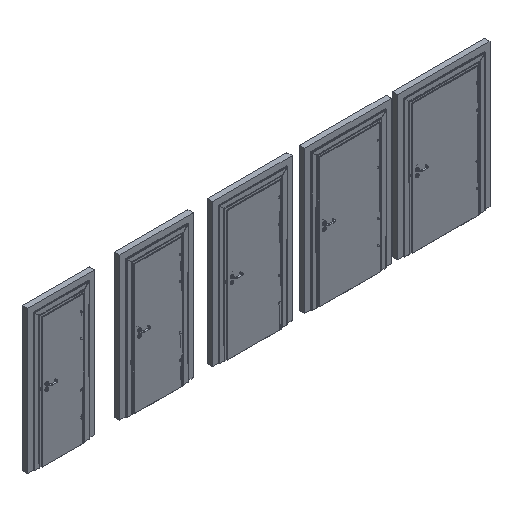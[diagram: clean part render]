
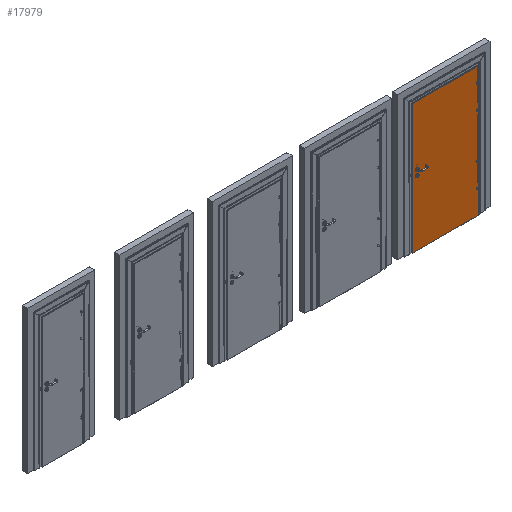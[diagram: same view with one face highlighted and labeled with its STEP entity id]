
A CAD part, isometric view. The second image highlights one B-rep face of the part: STEP entity #17979.
In plain terms, the highlighted planar face has unit normal (0, -1, 0).
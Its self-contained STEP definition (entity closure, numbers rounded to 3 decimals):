
#4720=CIRCLE('',#108368,27.);
#4725=CIRCLE('',#108378,27.);
#8092=FACE_BOUND('',#34712,.T.);
#8093=FACE_BOUND('',#34713,.T.);
#8094=FACE_BOUND('',#34714,.T.);
#17979=ADVANCED_FACE('',(#8092,#8093,#8094),#22286,.T.);
#22286=PLANE('',#108397);
#34712=EDGE_LOOP('',(#57475,#57476,#57477,#57478));
#34713=EDGE_LOOP('',(#57479));
#34714=EDGE_LOOP('',(#57480));
#57475=ORIENTED_EDGE('',*,*,#81313,.F.);
#57476=ORIENTED_EDGE('',*,*,#81228,.F.);
#57477=ORIENTED_EDGE('',*,*,#81314,.T.);
#57478=ORIENTED_EDGE('',*,*,#81311,.F.);
#57479=ORIENTED_EDGE('',*,*,#81296,.F.);
#57480=ORIENTED_EDGE('',*,*,#81291,.T.);
#69044=VERTEX_POINT('',#178289);
#69045=VERTEX_POINT('',#178291);
#69085=VERTEX_POINT('',#178529);
#69088=VERTEX_POINT('',#178542);
#69099=VERTEX_POINT('',#178577);
#69100=VERTEX_POINT('',#178579);
#81228=EDGE_CURVE('',#69044,#69045,#90825,.T.);
#81291=EDGE_CURVE('',#69085,#69085,#4720,.T.);
#81296=EDGE_CURVE('',#69088,#69088,#4725,.T.);
#81311=EDGE_CURVE('',#69099,#69100,#90880,.T.);
#81313=EDGE_CURVE('',#69045,#69099,#90882,.T.);
#81314=EDGE_CURVE('',#69044,#69100,#90883,.T.);
#90825=LINE('',#178290,#99925);
#90880=LINE('',#178578,#99980);
#90882=LINE('',#178582,#99982);
#90883=LINE('',#178583,#99983);
#99925=VECTOR('',#130640,1.);
#99980=VECTOR('',#130825,1.);
#99982=VECTOR('',#130829,1.);
#99983=VECTOR('',#130830,1.);
#108368=AXIS2_PLACEMENT_3D('',#178528,#130762,#130763);
#108378=AXIS2_PLACEMENT_3D('',#178541,#130782,#130783);
#108397=AXIS2_PLACEMENT_3D('',#178584,#130831,#130832);
#130640=DIRECTION('',(0.,0.,-1.));
#130762=DIRECTION('',(0.,1.,0.));
#130763=DIRECTION('',(1.,0.,0.));
#130782=DIRECTION('',(0.,-1.,0.));
#130783=DIRECTION('',(1.,0.,0.));
#130825=DIRECTION('',(0.,0.,1.));
#130829=DIRECTION('',(-1.,0.,0.));
#130830=DIRECTION('',(-1.,0.,0.));
#130831=DIRECTION('',(0.,-1.,0.));
#130832=DIRECTION('',(0.,0.,1.));
#178289=CARTESIAN_POINT('',(6522.,-43.5,2030.));
#178290=CARTESIAN_POINT('',(6522.,-43.5,-15.));
#178291=CARTESIAN_POINT('',(6522.,-43.5,2.));
#178528=CARTESIAN_POINT('',(5546.,-43.5,1024.));
#178529=CARTESIAN_POINT('',(5573.,-43.5,1024.));
#178541=CARTESIAN_POINT('',(5546.,-43.5,1104.));
#178542=CARTESIAN_POINT('',(5573.,-43.5,1104.));
#178577=CARTESIAN_POINT('',(5478.,-43.5,2.));
#178578=CARTESIAN_POINT('',(5478.,-43.5,-15.));
#178579=CARTESIAN_POINT('',(5478.,-43.5,2030.));
#178582=CARTESIAN_POINT('',(5653.,-43.5,2.));
#178583=CARTESIAN_POINT('',(5653.,-43.5,2030.));
#178584=CARTESIAN_POINT('',(5679.,-43.5,-15.));
